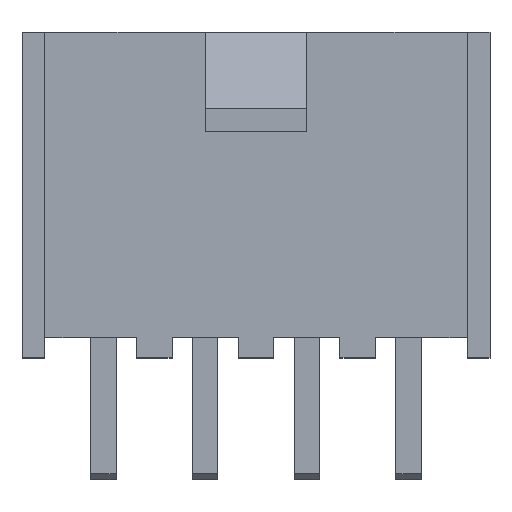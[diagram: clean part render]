
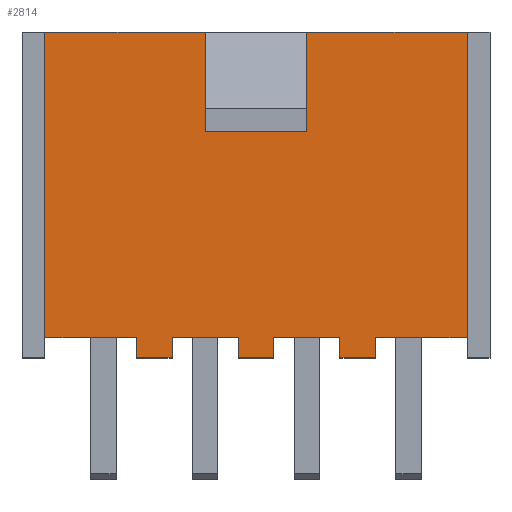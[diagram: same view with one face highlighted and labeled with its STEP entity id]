
A CAD part, top view. The second image highlights one B-rep face of the part: STEP entity #2814.
In plain terms, the highlighted planar face has unit normal (0, 0, 1).
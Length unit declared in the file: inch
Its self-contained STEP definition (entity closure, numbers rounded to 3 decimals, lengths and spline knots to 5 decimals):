
#441=ORIENTED_EDGE('',*,*,#887,.F.);
#442=ORIENTED_EDGE('',*,*,#1079,.F.);
#443=ORIENTED_EDGE('',*,*,#1080,.T.);
#444=ORIENTED_EDGE('',*,*,#1081,.T.);
#445=ORIENTED_EDGE('',*,*,#883,.F.);
#446=ORIENTED_EDGE('',*,*,#1031,.T.);
#447=ORIENTED_EDGE('',*,*,#911,.F.);
#448=ORIENTED_EDGE('',*,*,#1032,.T.);
#449=ORIENTED_EDGE('',*,*,#977,.T.);
#450=ORIENTED_EDGE('',*,*,#1040,.T.);
#451=ORIENTED_EDGE('',*,*,#907,.F.);
#452=ORIENTED_EDGE('',*,*,#1039,.T.);
#453=ORIENTED_EDGE('',*,*,#985,.T.);
#454=ORIENTED_EDGE('',*,*,#1042,.T.);
#455=ORIENTED_EDGE('',*,*,#903,.F.);
#456=ORIENTED_EDGE('',*,*,#1041,.T.);
#457=ORIENTED_EDGE('',*,*,#981,.T.);
#458=ORIENTED_EDGE('',*,*,#1035,.T.);
#459=ORIENTED_EDGE('',*,*,#899,.F.);
#460=ORIENTED_EDGE('',*,*,#1036,.F.);
#883=EDGE_CURVE('',#1285,#1286,#1553,.T.);
#887=EDGE_CURVE('',#1289,#1290,#1557,.T.);
#899=EDGE_CURVE('',#1301,#1302,#1569,.T.);
#903=EDGE_CURVE('',#1305,#1306,#1573,.T.);
#907=EDGE_CURVE('',#1309,#1310,#1577,.T.);
#911=EDGE_CURVE('',#1313,#1314,#1581,.T.);
#977=EDGE_CURVE('',#1364,#1362,#1647,.T.);
#981=EDGE_CURVE('',#1368,#1366,#1651,.T.);
#985=EDGE_CURVE('',#1372,#1370,#1655,.T.);
#1031=EDGE_CURVE('',#1285,#1314,#1701,.T.);
#1032=EDGE_CURVE('',#1313,#1364,#1702,.T.);
#1035=EDGE_CURVE('',#1366,#1302,#1705,.T.);
#1036=EDGE_CURVE('',#1290,#1301,#1706,.T.);
#1039=EDGE_CURVE('',#1309,#1372,#1709,.T.);
#1040=EDGE_CURVE('',#1362,#1310,#1710,.T.);
#1041=EDGE_CURVE('',#1305,#1368,#1711,.T.);
#1042=EDGE_CURVE('',#1370,#1306,#1712,.T.);
#1079=EDGE_CURVE('',#1407,#1289,#1749,.T.);
#1080=EDGE_CURVE('',#1407,#1408,#1750,.T.);
#1081=EDGE_CURVE('',#1408,#1286,#1751,.T.);
#1285=VERTEX_POINT('',#3850);
#1286=VERTEX_POINT('',#3852);
#1289=VERTEX_POINT('',#3858);
#1290=VERTEX_POINT('',#3860);
#1301=VERTEX_POINT('',#3883);
#1302=VERTEX_POINT('',#3885);
#1305=VERTEX_POINT('',#3891);
#1306=VERTEX_POINT('',#3893);
#1309=VERTEX_POINT('',#3899);
#1310=VERTEX_POINT('',#3901);
#1313=VERTEX_POINT('',#3907);
#1314=VERTEX_POINT('',#3909);
#1362=VERTEX_POINT('',#4034);
#1364=VERTEX_POINT('',#4037);
#1366=VERTEX_POINT('',#4043);
#1368=VERTEX_POINT('',#4046);
#1370=VERTEX_POINT('',#4052);
#1372=VERTEX_POINT('',#4055);
#1407=VERTEX_POINT('',#4238);
#1408=VERTEX_POINT('',#4240);
#1553=LINE('',#3851,#1955);
#1557=LINE('',#3859,#1959);
#1569=LINE('',#3884,#1971);
#1573=LINE('',#3892,#1975);
#1577=LINE('',#3900,#1979);
#1581=LINE('',#3908,#1983);
#1647=LINE('',#4036,#2049);
#1651=LINE('',#4045,#2053);
#1655=LINE('',#4054,#2057);
#1701=LINE('',#4141,#2103);
#1702=LINE('',#4143,#2104);
#1705=LINE('',#4149,#2107);
#1706=LINE('',#4151,#2108);
#1709=LINE('',#4159,#2111);
#1710=LINE('',#4161,#2112);
#1711=LINE('',#4163,#2113);
#1712=LINE('',#4165,#2114);
#1749=LINE('',#4237,#2151);
#1750=LINE('',#4239,#2152);
#1751=LINE('',#4241,#2153);
#1955=VECTOR('',#3116,39.37008);
#1959=VECTOR('',#3120,39.37008);
#1971=VECTOR('',#3134,39.37008);
#1975=VECTOR('',#3138,39.37008);
#1979=VECTOR('',#3142,39.37008);
#1983=VECTOR('',#3146,39.37008);
#2049=VECTOR('',#3236,39.37008);
#2053=VECTOR('',#3242,39.37008);
#2057=VECTOR('',#3248,39.37008);
#2103=VECTOR('',#3338,39.37008);
#2104=VECTOR('',#3341,39.37008);
#2107=VECTOR('',#3350,39.37008);
#2108=VECTOR('',#3353,39.37008);
#2111=VECTOR('',#3366,39.37008);
#2112=VECTOR('',#3369,39.37008);
#2113=VECTOR('',#3372,39.37008);
#2114=VECTOR('',#3375,39.37008);
#2151=VECTOR('',#3450,39.37008);
#2152=VECTOR('',#3451,39.37008);
#2153=VECTOR('',#3452,39.37008);
#2386=EDGE_LOOP('',(#441,#442,#443,#444,#445,#446,#447,#448,#449,#450,#451,
#452,#453,#454,#455,#456,#457,#458,#459,#460));
#2530=FACE_BOUND('',#2386,.T.);
#2672=PLANE('',#2994);
#2814=ADVANCED_FACE('',(#2530),#2672,.F.);
#2994=AXIS2_PLACEMENT_3D('',#4236,#3448,#3449);
#3116=DIRECTION('',(1.,0.,0.));
#3120=DIRECTION('',(1.,0.,0.));
#3134=DIRECTION('',(-1.,0.,0.));
#3138=DIRECTION('',(-1.,0.,0.));
#3142=DIRECTION('',(-1.,0.,0.));
#3146=DIRECTION('',(-1.,0.,0.));
#3236=DIRECTION('',(1.,0.,0.));
#3242=DIRECTION('',(1.,0.,0.));
#3248=DIRECTION('',(1.,0.,0.));
#3338=DIRECTION('',(0.,-1.,0.));
#3341=DIRECTION('',(0.,-1.,0.));
#3350=DIRECTION('',(0.,1.,0.));
#3353=DIRECTION('',(0.,-1.,0.));
#3366=DIRECTION('',(0.,-1.,0.));
#3369=DIRECTION('',(0.,1.,0.));
#3372=DIRECTION('',(0.,-1.,0.));
#3375=DIRECTION('',(0.,1.,0.));
#3448=DIRECTION('',(0.,0.,-1.));
#3449=DIRECTION('',(-1.,0.,0.));
#3450=DIRECTION('',(0.,1.,0.));
#3451=DIRECTION('',(-1.,0.,0.));
#3452=DIRECTION('',(0.,1.,0.));
#3850=CARTESIAN_POINT('',(-0.2075,0.32,0.1));
#3851=CARTESIAN_POINT('',(-0.2075,0.32,0.1));
#3852=CARTESIAN_POINT('',(-0.05,0.32,0.1));
#3858=CARTESIAN_POINT('',(0.05,0.32,0.1));
#3859=CARTESIAN_POINT('',(-0.2075,0.32,0.1));
#3860=CARTESIAN_POINT('',(0.2075,0.32,0.1));
#3883=CARTESIAN_POINT('',(0.2075,0.02,0.1));
#3884=CARTESIAN_POINT('',(0.23,0.02,0.1));
#3885=CARTESIAN_POINT('',(0.1175,0.02,0.1));
#3891=CARTESIAN_POINT('',(0.0825,0.02,0.1));
#3892=CARTESIAN_POINT('',(0.23,0.02,0.1));
#3893=CARTESIAN_POINT('',(0.0175,0.02,0.1));
#3899=CARTESIAN_POINT('',(-0.0175,0.02,0.1));
#3900=CARTESIAN_POINT('',(0.23,0.02,0.1));
#3901=CARTESIAN_POINT('',(-0.0825,0.02,0.1));
#3907=CARTESIAN_POINT('',(-0.1175,0.02,0.1));
#3908=CARTESIAN_POINT('',(0.23,0.02,0.1));
#3909=CARTESIAN_POINT('',(-0.2075,0.02,0.1));
#4034=CARTESIAN_POINT('',(-0.0825,0.,0.1));
#4036=CARTESIAN_POINT('',(-0.2075,0.,0.1));
#4037=CARTESIAN_POINT('',(-0.1175,0.,0.1));
#4043=CARTESIAN_POINT('',(0.1175,0.,0.1));
#4045=CARTESIAN_POINT('',(-0.2075,0.,0.1));
#4046=CARTESIAN_POINT('',(0.0825,0.,0.1));
#4052=CARTESIAN_POINT('',(0.0175,0.,0.1));
#4054=CARTESIAN_POINT('',(-0.2075,0.,0.1));
#4055=CARTESIAN_POINT('',(-0.0175,0.,0.1));
#4141=CARTESIAN_POINT('',(-0.2075,0.32,0.1));
#4143=CARTESIAN_POINT('',(-0.1175,-0.02,0.1));
#4149=CARTESIAN_POINT('',(0.1175,0.02,0.1));
#4151=CARTESIAN_POINT('',(0.2075,0.32,0.1));
#4159=CARTESIAN_POINT('',(-0.0175,0.,0.1));
#4161=CARTESIAN_POINT('',(-0.0825,0.02,0.1));
#4163=CARTESIAN_POINT('',(0.0825,0.,0.1));
#4165=CARTESIAN_POINT('',(0.0175,0.02,0.1));
#4236=CARTESIAN_POINT('',(-0.2075,0.32,0.1));
#4237=CARTESIAN_POINT('',(0.05,0.233,0.1));
#4238=CARTESIAN_POINT('',(0.05,0.233,0.1));
#4239=CARTESIAN_POINT('',(0.05,0.233,0.1));
#4240=CARTESIAN_POINT('',(-0.05,0.233,0.1));
#4241=CARTESIAN_POINT('',(-0.05,0.233,0.1));
